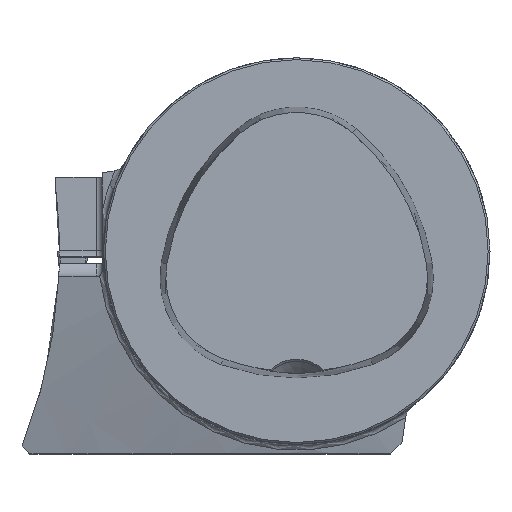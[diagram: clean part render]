
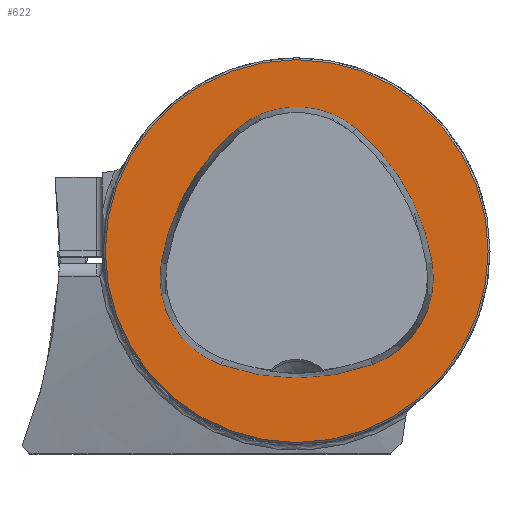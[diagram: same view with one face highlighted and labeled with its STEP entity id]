
A CAD part, top view. The second image highlights one B-rep face of the part: STEP entity #622.
In plain terms, the highlighted planar face has unit normal (0, 0, 1).
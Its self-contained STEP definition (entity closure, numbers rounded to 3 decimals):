
#110=FACE_BOUND('',#863,.T.);
#111=FACE_BOUND('',#864,.T.);
#132=PLANE('',#2336);
#622=ADVANCED_FACE('CU_FL_N1_SU_1',(#110,#111),#132,.T.);
#863=EDGE_LOOP('',(#1221,#1222,#1223,#1224,#1225,#1226));
#864=EDGE_LOOP('',(#1227));
#967=CIRCLE('',#2327,36.075);
#969=CIRCLE('',#2330,36.075);
#970=CIRCLE('',#2331,15.075);
#971=CIRCLE('',#2332,36.075);
#972=CIRCLE('',#2333,15.075);
#973=CIRCLE('',#2334,15.075);
#974=CIRCLE('',#2335,31.2);
#1221=ORIENTED_EDGE('',*,*,#1994,.F.);
#1222=ORIENTED_EDGE('',*,*,#1995,.F.);
#1223=ORIENTED_EDGE('',*,*,#1996,.F.);
#1224=ORIENTED_EDGE('',*,*,#1997,.F.);
#1225=ORIENTED_EDGE('',*,*,#1991,.F.);
#1226=ORIENTED_EDGE('',*,*,#1998,.F.);
#1227=ORIENTED_EDGE('',*,*,#1999,.T.);
#1752=VERTEX_POINT('',#3806);
#1753=VERTEX_POINT('',#3808);
#1755=VERTEX_POINT('',#3814);
#1756=VERTEX_POINT('',#3815);
#1757=VERTEX_POINT('',#3817);
#1758=VERTEX_POINT('',#3819);
#1759=VERTEX_POINT('',#3823);
#1991=EDGE_CURVE('',#1752,#1753,#967,.T.);
#1994=EDGE_CURVE('',#1755,#1756,#969,.T.);
#1995=EDGE_CURVE('',#1757,#1755,#970,.T.);
#1996=EDGE_CURVE('',#1758,#1757,#971,.T.);
#1997=EDGE_CURVE('',#1753,#1758,#972,.T.);
#1998=EDGE_CURVE('',#1756,#1752,#973,.T.);
#1999=EDGE_CURVE('',#1759,#1759,#974,.T.);
#2327=AXIS2_PLACEMENT_3D('',#3807,#2679,#2680);
#2330=AXIS2_PLACEMENT_3D('',#3813,#2686,#2687);
#2331=AXIS2_PLACEMENT_3D('',#3816,#2688,#2689);
#2332=AXIS2_PLACEMENT_3D('',#3818,#2690,#2691);
#2333=AXIS2_PLACEMENT_3D('',#3820,#2692,#2693);
#2334=AXIS2_PLACEMENT_3D('',#3821,#2694,#2695);
#2335=AXIS2_PLACEMENT_3D('',#3822,#2696,#2697);
#2336=AXIS2_PLACEMENT_3D('',#3824,#2698,#2699);
#2679=DIRECTION('',(0.,0.,1.));
#2680=DIRECTION('',(1.,0.,0.));
#2686=DIRECTION('',(0.,0.,1.));
#2687=DIRECTION('',(1.,0.,0.));
#2688=DIRECTION('',(0.,0.,1.));
#2689=DIRECTION('',(1.,0.,0.));
#2690=DIRECTION('',(0.,0.,1.));
#2691=DIRECTION('',(1.,0.,0.));
#2692=DIRECTION('',(0.,0.,1.));
#2693=DIRECTION('',(1.,0.,0.));
#2694=DIRECTION('',(0.,0.,1.));
#2695=DIRECTION('',(1.,0.,0.));
#2696=DIRECTION('',(0.,0.,1.));
#2697=DIRECTION('',(1.,0.,0.));
#2698=DIRECTION('',(0.,0.,1.));
#2699=DIRECTION('',(1.,0.,0.));
#3806=CARTESIAN_POINT('',(-12.368,-18.489,0.));
#3807=CARTESIAN_POINT('',(0.,15.4,0.));
#3808=CARTESIAN_POINT('',(12.368,-18.489,0.));
#3813=CARTESIAN_POINT('',(13.535,-7.656,0.));
#3814=CARTESIAN_POINT('',(-9.716,19.927,0.));
#3815=CARTESIAN_POINT('',(-22.084,-1.937,0.));
#3816=CARTESIAN_POINT('',(0.,8.4,0.));
#3817=CARTESIAN_POINT('',(9.716,19.927,0.));
#3818=CARTESIAN_POINT('',(-13.535,-7.656,0.));
#3819=CARTESIAN_POINT('',(22.084,-1.937,0.));
#3820=CARTESIAN_POINT('',(7.2,-4.327,0.));
#3821=CARTESIAN_POINT('',(-7.2,-4.327,0.));
#3822=CARTESIAN_POINT('',(0.,0.,0.));
#3823=CARTESIAN_POINT('',(31.2,0.,0.));
#3824=CARTESIAN_POINT('',(0.,0.,0.));
